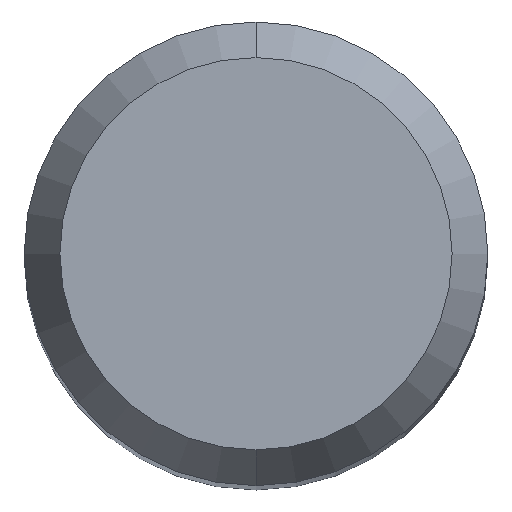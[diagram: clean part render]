
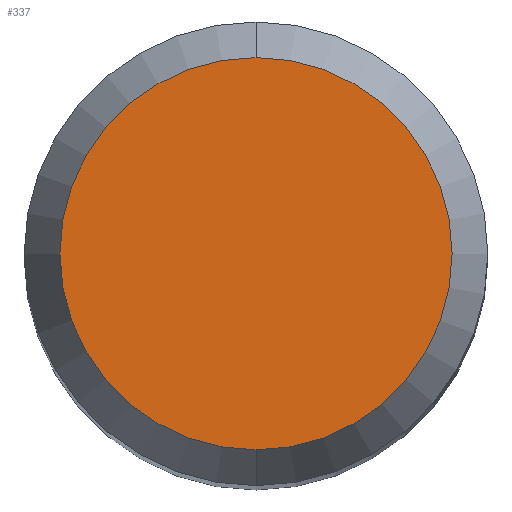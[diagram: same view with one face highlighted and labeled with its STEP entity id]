
A CAD part, top view. The second image highlights one B-rep face of the part: STEP entity #337.
In plain terms, the highlighted planar face has unit normal (0, 0, 1).
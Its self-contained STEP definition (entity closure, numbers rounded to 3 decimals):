
#169=EDGE_CURVE('',#253,#391,#460,.T.);
#253=VERTEX_POINT('',#555);
#279=EDGE_CURVE('',#391,#253,#582,.T.);
#337=ADVANCED_FACE('',(#644),#645,.T.);
#391=VERTEX_POINT('',#705);
#460=CIRCLE('',#772,2.538);
#555=CARTESIAN_POINT('',(0.0,2.538,0.0));
#582=CIRCLE('',#992,2.538);
#644=FACE_OUTER_BOUND('',#1116,.T.);
#645=PLANE('',#1117);
#705=CARTESIAN_POINT('',(0.,-2.538,0.0));
#772=AXIS2_PLACEMENT_3D('',#1379,#1380,#1381);
#992=AXIS2_PLACEMENT_3D('',#1514,#1515,#1516);
#1116=EDGE_LOOP('',(#1580,#1581));
#1117=AXIS2_PLACEMENT_3D('',#1582,#1583,#1584);
#1379=CARTESIAN_POINT('',(0.0,0.0,0.0));
#1380=DIRECTION('',(0.0,0.0,-1.0));
#1381=DIRECTION('',(0.0,1.0,0.0));
#1514=CARTESIAN_POINT('',(0.0,0.0,0.0));
#1515=DIRECTION('',(0.0,0.0,-1.0));
#1516=DIRECTION('',(0.0,1.0,0.0));
#1580=ORIENTED_EDGE('',*,*,#169,.F.);
#1581=ORIENTED_EDGE('',*,*,#279,.F.);
#1582=CARTESIAN_POINT('',(0.0,1.269,0.0));
#1583=DIRECTION('',(-0.0,0.0,1.0));
#1584=DIRECTION('',(0.0,-1.0,0.0));
